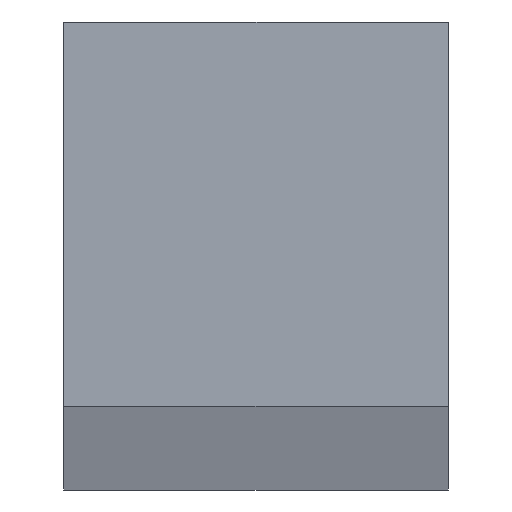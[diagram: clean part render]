
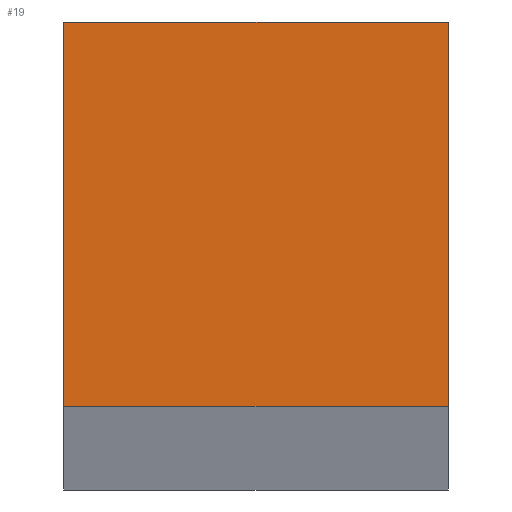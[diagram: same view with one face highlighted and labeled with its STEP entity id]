
A CAD part, top view. The second image highlights one B-rep face of the part: STEP entity #19.
In plain terms, the highlighted planar face has unit normal (0, 0, 1).
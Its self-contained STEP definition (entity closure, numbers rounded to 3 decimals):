
#17 = EDGE_CURVE ( 'NONE', #135, #140, #156, .T. ) ;
#19 = ADVANCED_FACE ( 'NONE', ( #73 ), #160, .T. ) ;
#22 = EDGE_CURVE ( 'NONE', #140, #136, #173, .T. ) ;
#24 = EDGE_CURVE ( 'NONE', #138, #135, #179, .T. ) ;
#28 = EDGE_CURVE ( 'NONE', #136, #138, #199, .T. ) ;
#45 = VECTOR ( 'NONE', #195, 1000. ) ;
#47 = VECTOR ( 'NONE', #175, 1000. ) ;
#59 = AXIS2_PLACEMENT_3D ( 'NONE', #161, #162, #163 ) ;
#64 = VECTOR ( 'NONE', #181, 1000. ) ;
#73 = FACE_OUTER_BOUND ( 'NONE', #147, .T. ) ;
#89 = VECTOR ( 'NONE', #164, 1000. ) ;
#94 = CARTESIAN_POINT ( 'NONE',  ( 4., -4., 500. ) ) ;
#96 = CARTESIAN_POINT ( 'NONE',  ( -4., -4., 500. ) ) ;
#97 = CARTESIAN_POINT ( 'NONE',  ( 4., 4., 500. ) ) ;
#99 = CARTESIAN_POINT ( 'NONE',  ( -4., 4., 500. ) ) ;
#127 = ORIENTED_EDGE ( 'NONE', *, *, #22, .T. ) ;
#128 = ORIENTED_EDGE ( 'NONE', *, *, #17, .T. ) ;
#130 = ORIENTED_EDGE ( 'NONE', *, *, #24, .T. ) ;
#135 = VERTEX_POINT ( 'NONE', #96 ) ;
#136 = VERTEX_POINT ( 'NONE', #97 ) ;
#138 = VERTEX_POINT ( 'NONE', #99 ) ;
#140 = VERTEX_POINT ( 'NONE', #94 ) ;
#147 = EDGE_LOOP ( 'NONE', ( #130, #128, #127, #148 ) ) ;
#148 = ORIENTED_EDGE ( 'NONE', *, *, #28, .T. ) ;
#156 = LINE ( 'NONE', #157, #89 ) ;
#157 = CARTESIAN_POINT ( 'NONE',  ( -4., -4., 500. ) ) ;
#160 = PLANE ( 'NONE',  #59 ) ;
#161 = CARTESIAN_POINT ( 'NONE',  ( 0., 0., 500. ) ) ;
#162 = DIRECTION ( 'NONE',  ( 0., 0., 1. ) ) ;
#163 = DIRECTION ( 'NONE',  ( 1., 0., 0. ) ) ;
#164 = DIRECTION ( 'NONE',  ( 1., 0., 0. ) ) ;
#173 = LINE ( 'NONE', #174, #47 ) ;
#174 = CARTESIAN_POINT ( 'NONE',  ( 4., 4., 500. ) ) ;
#175 = DIRECTION ( 'NONE',  ( 0., 1., 0. ) ) ;
#179 = LINE ( 'NONE', #180, #64 ) ;
#180 = CARTESIAN_POINT ( 'NONE',  ( -4., 4., 500. ) ) ;
#181 = DIRECTION ( 'NONE',  ( 0., -1., 0. ) ) ;
#195 = DIRECTION ( 'NONE',  ( -1., 0., 0. ) ) ;
#199 = LINE ( 'NONE', #200, #45 ) ;
#200 = CARTESIAN_POINT ( 'NONE',  ( -4., 4., 500. ) ) ;
